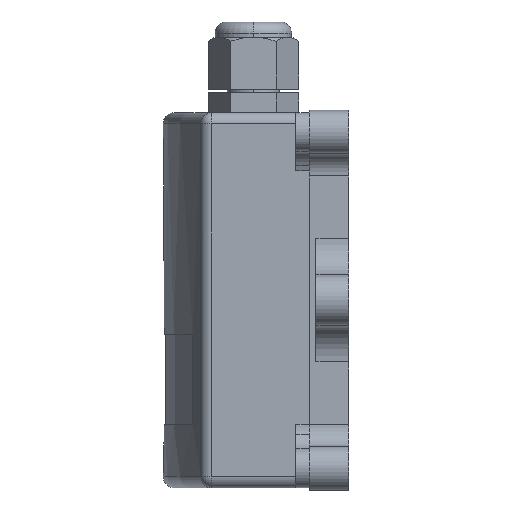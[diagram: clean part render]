
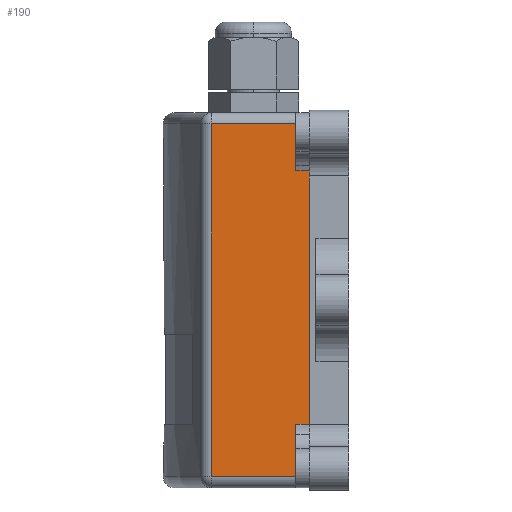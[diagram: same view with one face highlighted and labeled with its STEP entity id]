
A CAD part, left-side view. The second image highlights one B-rep face of the part: STEP entity #190.
In plain terms, the highlighted planar face has unit normal (-1, 0, 0).
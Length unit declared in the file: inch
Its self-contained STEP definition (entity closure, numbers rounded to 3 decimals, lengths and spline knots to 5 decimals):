
#50 = CARTESIAN_POINT ( 'NONE',  ( -1.71228, 0.47244, 1.15293 ) ) ;
#115 = LINE ( 'NONE', #4085, #7764 ) ;
#145 = DIRECTION ( 'NONE',  ( 1., 0., 0. ) ) ;
#149 = VECTOR ( 'NONE', #450, 39.37008 ) ;
#184 = CARTESIAN_POINT ( 'NONE',  ( -1.71228, 1.22591, -1.57291 ) ) ;
#190 = ADVANCED_FACE ( 'NONE', ( #3421 ), #5542, .F. ) ;
#315 = LINE ( 'NONE', #8363, #3262 ) ;
#450 = DIRECTION ( 'NONE',  ( 0., 0., -1. ) ) ;
#473 = LINE ( 'NONE', #5834, #2472 ) ;
#619 = EDGE_CURVE ( 'NONE', #1513, #2259, #5563, .T. ) ;
#625 = VERTEX_POINT ( 'NONE', #1056 ) ;
#741 = ORIENTED_EDGE ( 'NONE', *, *, #8181, .T. ) ;
#933 = AXIS2_PLACEMENT_3D ( 'NONE', #8110, #145, #4804 ) ;
#975 = EDGE_LOOP ( 'NONE', ( #741, #7069, #1140, #6531, #7335, #7567, #6554, #2577 ) ) ;
#1056 = CARTESIAN_POINT ( 'NONE',  ( -1.71228, 1.22591, 1.57291 ) ) ;
#1111 = LINE ( 'NONE', #3748, #2610 ) ;
#1140 = ORIENTED_EDGE ( 'NONE', *, *, #6099, .F. ) ;
#1415 = VERTEX_POINT ( 'NONE', #3852 ) ;
#1505 = VECTOR ( 'NONE', #5967, 39.37008 ) ;
#1513 = VERTEX_POINT ( 'NONE', #5189 ) ;
#1731 = LINE ( 'NONE', #5761, #149 ) ;
#1793 = CARTESIAN_POINT ( 'NONE',  ( -1.71228, 0.47244, -1.57291 ) ) ;
#1883 = DIRECTION ( 'NONE',  ( 0., 1., 0. ) ) ;
#1943 = CARTESIAN_POINT ( 'NONE',  ( -1.71228, -2.87345, 1.57291 ) ) ;
#2259 = VERTEX_POINT ( 'NONE', #50 ) ;
#2426 = CARTESIAN_POINT ( 'NONE',  ( -1.71228, 0.47244, -1.1072 ) ) ;
#2472 = VECTOR ( 'NONE', #1883, 39.37008 ) ;
#2511 = LINE ( 'NONE', #1943, #1505 ) ;
#2529 = EDGE_CURVE ( 'NONE', #7008, #1513, #115, .T. ) ;
#2577 = ORIENTED_EDGE ( 'NONE', *, *, #3155, .T. ) ;
#2610 = VECTOR ( 'NONE', #6382, 39.37008 ) ;
#2926 = VECTOR ( 'NONE', #3471, 39.37008 ) ;
#3155 = EDGE_CURVE ( 'NONE', #1415, #625, #2511, .T. ) ;
#3262 = VECTOR ( 'NONE', #5673, 39.37008 ) ;
#3421 = FACE_OUTER_BOUND ( 'NONE', #975, .T. ) ;
#3471 = DIRECTION ( 'NONE',  ( 0., -1., 0. ) ) ;
#3581 = CARTESIAN_POINT ( 'NONE',  ( -1.71228, 0.35, -1.1072 ) ) ;
#3652 = CARTESIAN_POINT ( 'NONE',  ( -1.71228, -2.04756, 1.15293 ) ) ;
#3748 = CARTESIAN_POINT ( 'NONE',  ( -1.71228, 0.47244, -1.67291 ) ) ;
#3852 = CARTESIAN_POINT ( 'NONE',  ( -1.71228, 0.47244, 1.57291 ) ) ;
#4008 = DIRECTION ( 'NONE',  ( 0., 0., 1. ) ) ;
#4085 = CARTESIAN_POINT ( 'NONE',  ( -1.71228, 0.35, 1.15293 ) ) ;
#4510 = EDGE_CURVE ( 'NONE', #8099, #5024, #6731, .T. ) ;
#4519 = VECTOR ( 'NONE', #7521, 39.37008 ) ;
#4804 = DIRECTION ( 'NONE',  ( 0., 0., -1. ) ) ;
#5024 = VERTEX_POINT ( 'NONE', #1793 ) ;
#5189 = CARTESIAN_POINT ( 'NONE',  ( -1.71228, 0.35, 1.15293 ) ) ;
#5542 = PLANE ( 'NONE',  #933 ) ;
#5563 = LINE ( 'NONE', #3652, #4519 ) ;
#5673 = DIRECTION ( 'NONE',  ( 0., 0., -1. ) ) ;
#5761 = CARTESIAN_POINT ( 'NONE',  ( -1.71228, 0.47244, -1.67291 ) ) ;
#5834 = CARTESIAN_POINT ( 'NONE',  ( -1.71228, -2.04756, -1.1072 ) ) ;
#5967 = DIRECTION ( 'NONE',  ( 0., 1., 0. ) ) ;
#6099 = EDGE_CURVE ( 'NONE', #7829, #5024, #1111, .T. ) ;
#6382 = DIRECTION ( 'NONE',  ( 0., 0., -1. ) ) ;
#6531 = ORIENTED_EDGE ( 'NONE', *, *, #7088, .F. ) ;
#6554 = ORIENTED_EDGE ( 'NONE', *, *, #6756, .F. ) ;
#6731 = LINE ( 'NONE', #7466, #2926 ) ;
#6756 = EDGE_CURVE ( 'NONE', #1415, #2259, #1731, .T. ) ;
#7008 = VERTEX_POINT ( 'NONE', #3581 ) ;
#7069 = ORIENTED_EDGE ( 'NONE', *, *, #4510, .T. ) ;
#7088 = EDGE_CURVE ( 'NONE', #7008, #7829, #473, .T. ) ;
#7335 = ORIENTED_EDGE ( 'NONE', *, *, #2529, .T. ) ;
#7466 = CARTESIAN_POINT ( 'NONE',  ( -1.71228, -2.87345, -1.57291 ) ) ;
#7521 = DIRECTION ( 'NONE',  ( 0., 1., 0. ) ) ;
#7567 = ORIENTED_EDGE ( 'NONE', *, *, #619, .T. ) ;
#7764 = VECTOR ( 'NONE', #4008, 39.37008 ) ;
#7829 = VERTEX_POINT ( 'NONE', #2426 ) ;
#8099 = VERTEX_POINT ( 'NONE', #184 ) ;
#8110 = CARTESIAN_POINT ( 'NONE',  ( -1.71228, -2.87345, -1.67291 ) ) ;
#8181 = EDGE_CURVE ( 'NONE', #625, #8099, #315, .T. ) ;
#8363 = CARTESIAN_POINT ( 'NONE',  ( -1.71228, 1.22591, -1.67291 ) ) ;
